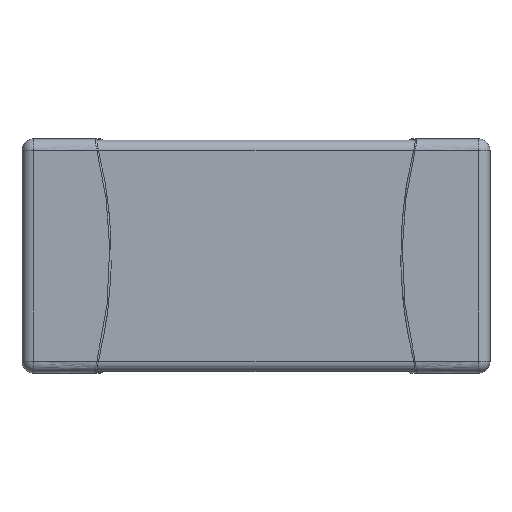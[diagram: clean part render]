
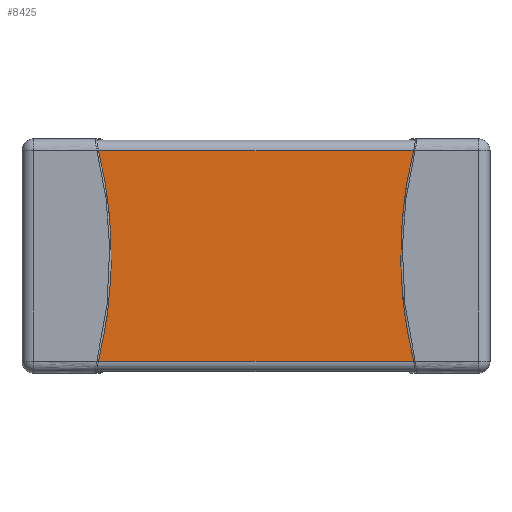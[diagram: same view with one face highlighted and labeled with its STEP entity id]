
A CAD part, top view. The second image highlights one B-rep face of the part: STEP entity #8425.
In plain terms, the highlighted planar face has unit normal (0, 0, 1).
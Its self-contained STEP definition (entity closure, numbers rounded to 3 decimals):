
#7850 = EDGE_CURVE('',#7851,#7853,#7855,.T.);
#7851 = VERTEX_POINT('',#7852);
#7852 = CARTESIAN_POINT('',(-1.5,-0.72,1.25));
#7853 = VERTEX_POINT('',#7854);
#7854 = CARTESIAN_POINT('',(1.5,-0.72,1.25));
#7855 = SURFACE_CURVE('',#7856,(#7860,#7872),.PCURVE_S1.);
#7856 = LINE('',#7857,#7858);
#7857 = CARTESIAN_POINT('',(-1.5,-0.72,1.25));
#7858 = VECTOR('',#7859,1.);
#7859 = DIRECTION('',(1.,0.,0.));
#7860 = PCURVE('',#7861,#7866);
#7861 = CYLINDRICAL_SURFACE('',#7862,0.07);
#7862 = AXIS2_PLACEMENT_3D('',#7863,#7864,#7865);
#7863 = CARTESIAN_POINT('',(-1.5,-0.72,1.18));
#7864 = DIRECTION('',(-1.,0.,0.));
#7865 = DIRECTION('',(0.,1.,0.));
#7866 = DEFINITIONAL_REPRESENTATION('',(#7867),#7871);
#7867 = LINE('',#7868,#7869);
#7868 = CARTESIAN_POINT('',(-1.571,0.));
#7869 = VECTOR('',#7870,1.);
#7870 = DIRECTION('',(-0.,-1.));
#7871 = ( GEOMETRIC_REPRESENTATION_CONTEXT(2) 
PARAMETRIC_REPRESENTATION_CONTEXT() REPRESENTATION_CONTEXT('2D SPACE',''
  ) );
#7872 = PCURVE('',#7873,#7878);
#7873 = PLANE('',#7874);
#7874 = AXIS2_PLACEMENT_3D('',#7875,#7876,#7877);
#7875 = CARTESIAN_POINT('',(-1.5,-0.72,1.25));
#7876 = DIRECTION('',(0.,0.,1.));
#7877 = DIRECTION('',(0.,1.,0.));
#7878 = DEFINITIONAL_REPRESENTATION('',(#7879),#7883);
#7879 = LINE('',#7880,#7881);
#7880 = CARTESIAN_POINT('',(0.,0.));
#7881 = VECTOR('',#7882,1.);
#7882 = DIRECTION('',(0.,-1.));
#7883 = ( GEOMETRIC_REPRESENTATION_CONTEXT(2) 
PARAMETRIC_REPRESENTATION_CONTEXT() REPRESENTATION_CONTEXT('2D SPACE',''
  ) );
#7902 = PLANE('',#7903);
#7903 = AXIS2_PLACEMENT_3D('',#7904,#7905,#7906);
#7904 = CARTESIAN_POINT('',(1.5,0.,0.635));
#7905 = DIRECTION('',(1.,0.,0.));
#7906 = DIRECTION('',(0.,0.,1.));
#7957 = PLANE('',#7958);
#7958 = AXIS2_PLACEMENT_3D('',#7959,#7960,#7961);
#7959 = CARTESIAN_POINT('',(-1.5,0.,0.635));
#7960 = DIRECTION('',(1.,0.,0.));
#7961 = DIRECTION('',(0.,0.,1.));
#8298 = CYLINDRICAL_SURFACE('',#8299,0.07);
#8299 = AXIS2_PLACEMENT_3D('',#8300,#8301,#8302);
#8300 = CARTESIAN_POINT('',(-1.5,0.72,1.18));
#8301 = DIRECTION('',(-1.,0.,0.));
#8302 = DIRECTION('',(0.,1.,0.));
#8358 = VERTEX_POINT('',#8359);
#8359 = CARTESIAN_POINT('',(1.5,0.72,1.25));
#8381 = EDGE_CURVE('',#8382,#8358,#8384,.T.);
#8382 = VERTEX_POINT('',#8383);
#8383 = CARTESIAN_POINT('',(-1.5,0.72,1.25));
#8384 = SURFACE_CURVE('',#8385,(#8389,#8396),.PCURVE_S1.);
#8385 = LINE('',#8386,#8387);
#8386 = CARTESIAN_POINT('',(-1.5,0.72,1.25));
#8387 = VECTOR('',#8388,1.);
#8388 = DIRECTION('',(1.,0.,0.));
#8389 = PCURVE('',#8298,#8390);
#8390 = DEFINITIONAL_REPRESENTATION('',(#8391),#8395);
#8391 = LINE('',#8392,#8393);
#8392 = CARTESIAN_POINT('',(-1.571,0.));
#8393 = VECTOR('',#8394,1.);
#8394 = DIRECTION('',(-0.,-1.));
#8395 = ( GEOMETRIC_REPRESENTATION_CONTEXT(2) 
PARAMETRIC_REPRESENTATION_CONTEXT() REPRESENTATION_CONTEXT('2D SPACE',''
  ) );
#8396 = PCURVE('',#7873,#8397);
#8397 = DEFINITIONAL_REPRESENTATION('',(#8398),#8402);
#8398 = LINE('',#8399,#8400);
#8399 = CARTESIAN_POINT('',(1.44,0.));
#8400 = VECTOR('',#8401,1.);
#8401 = DIRECTION('',(0.,-1.));
#8402 = ( GEOMETRIC_REPRESENTATION_CONTEXT(2) 
PARAMETRIC_REPRESENTATION_CONTEXT() REPRESENTATION_CONTEXT('2D SPACE',''
  ) );
#8425 = ADVANCED_FACE('',(#8426),#7873,.T.);
#8426 = FACE_BOUND('',#8427,.T.);
#8427 = EDGE_LOOP('',(#8428,#8429,#8450,#8451));
#8428 = ORIENTED_EDGE('',*,*,#7850,.T.);
#8429 = ORIENTED_EDGE('',*,*,#8430,.T.);
#8430 = EDGE_CURVE('',#7853,#8358,#8431,.T.);
#8431 = SURFACE_CURVE('',#8432,(#8436,#8443),.PCURVE_S1.);
#8432 = LINE('',#8433,#8434);
#8433 = CARTESIAN_POINT('',(1.5,-0.72,1.25));
#8434 = VECTOR('',#8435,1.);
#8435 = DIRECTION('',(0.,1.,0.));
#8436 = PCURVE('',#7873,#8437);
#8437 = DEFINITIONAL_REPRESENTATION('',(#8438),#8442);
#8438 = LINE('',#8439,#8440);
#8439 = CARTESIAN_POINT('',(0.,-3.));
#8440 = VECTOR('',#8441,1.);
#8441 = DIRECTION('',(1.,0.));
#8442 = ( GEOMETRIC_REPRESENTATION_CONTEXT(2) 
PARAMETRIC_REPRESENTATION_CONTEXT() REPRESENTATION_CONTEXT('2D SPACE',''
  ) );
#8443 = PCURVE('',#7902,#8444);
#8444 = DEFINITIONAL_REPRESENTATION('',(#8445),#8449);
#8445 = LINE('',#8446,#8447);
#8446 = CARTESIAN_POINT('',(0.615,0.72));
#8447 = VECTOR('',#8448,1.);
#8448 = DIRECTION('',(0.,-1.));
#8449 = ( GEOMETRIC_REPRESENTATION_CONTEXT(2) 
PARAMETRIC_REPRESENTATION_CONTEXT() REPRESENTATION_CONTEXT('2D SPACE',''
  ) );
#8450 = ORIENTED_EDGE('',*,*,#8381,.F.);
#8451 = ORIENTED_EDGE('',*,*,#8452,.F.);
#8452 = EDGE_CURVE('',#7851,#8382,#8453,.T.);
#8453 = SURFACE_CURVE('',#8454,(#8458,#8465),.PCURVE_S1.);
#8454 = LINE('',#8455,#8456);
#8455 = CARTESIAN_POINT('',(-1.5,-0.72,1.25));
#8456 = VECTOR('',#8457,1.);
#8457 = DIRECTION('',(0.,1.,0.));
#8458 = PCURVE('',#7873,#8459);
#8459 = DEFINITIONAL_REPRESENTATION('',(#8460),#8464);
#8460 = LINE('',#8461,#8462);
#8461 = CARTESIAN_POINT('',(0.,0.));
#8462 = VECTOR('',#8463,1.);
#8463 = DIRECTION('',(1.,0.));
#8464 = ( GEOMETRIC_REPRESENTATION_CONTEXT(2) 
PARAMETRIC_REPRESENTATION_CONTEXT() REPRESENTATION_CONTEXT('2D SPACE',''
  ) );
#8465 = PCURVE('',#7957,#8466);
#8466 = DEFINITIONAL_REPRESENTATION('',(#8467),#8471);
#8467 = LINE('',#8468,#8469);
#8468 = CARTESIAN_POINT('',(0.615,0.72));
#8469 = VECTOR('',#8470,1.);
#8470 = DIRECTION('',(0.,-1.));
#8471 = ( GEOMETRIC_REPRESENTATION_CONTEXT(2) 
PARAMETRIC_REPRESENTATION_CONTEXT() REPRESENTATION_CONTEXT('2D SPACE',''
  ) );
